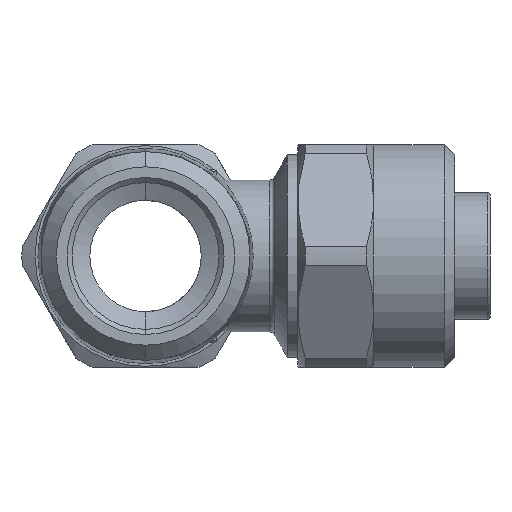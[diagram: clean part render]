
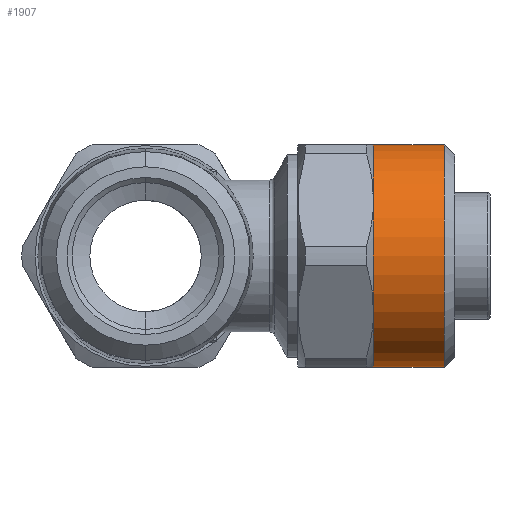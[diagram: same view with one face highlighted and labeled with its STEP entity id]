
A CAD part, front view. The second image highlights one B-rep face of the part: STEP entity #1907.
In plain terms, the highlighted cylindrical face has radius 11 mm (diameter 22 mm), a partial arc.
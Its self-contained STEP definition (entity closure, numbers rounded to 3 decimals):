
#74 = VECTOR ( 'NONE', #2844, 1000. ) ;
#161 = AXIS2_PLACEMENT_3D ( 'NONE', #2875, #2876, #2877 ) ;
#176 = CIRCLE ( 'NONE', #161, 11. ) ;
#298 = EDGE_CURVE ( 'NONE', #2794, #2796, #2155, .T. ) ;
#312 = EDGE_CURVE ( 'NONE', #2746, #2794, #1166, .T. ) ;
#321 = EDGE_CURVE ( 'NONE', #2746, #2773, #176, .T. ) ;
#1009 = EDGE_LOOP ( 'NONE', ( #6734, #6761, #6757, #6782, #6869, #6856 ) ) ;
#1166 = LINE ( 'NONE', #2843, #74 ) ;
#1907 = ADVANCED_FACE ( 'NONE', ( #4691 ), #4692, .T. ) ;
#2155 = CIRCLE ( 'NONE', #2157, 11. ) ;
#2157 = AXIS2_PLACEMENT_3D ( 'NONE', #2194, #2186, #2189 ) ;
#2186 = DIRECTION ( 'NONE',  ( -1., 0., 0. ) ) ;
#2189 = DIRECTION ( 'NONE',  ( 0., 0., -1. ) ) ;
#2194 = CARTESIAN_POINT ( 'NONE',  ( 22.5, 0., 0. ) ) ;
#2746 = VERTEX_POINT ( 'NONE', #6167 ) ;
#2758 = VERTEX_POINT ( 'NONE', #6179 ) ;
#2773 = VERTEX_POINT ( 'NONE', #6194 ) ;
#2794 = VERTEX_POINT ( 'NONE', #6215 ) ;
#2796 = VERTEX_POINT ( 'NONE', #6217 ) ;
#2801 = VERTEX_POINT ( 'NONE', #6222 ) ;
#2843 = CARTESIAN_POINT ( 'NONE',  ( 11.787, 0., -11. ) ) ;
#2844 = DIRECTION ( 'NONE',  ( -1., 0., 0. ) ) ;
#2875 = CARTESIAN_POINT ( 'NONE',  ( 29.5, 0., 0. ) ) ;
#2876 = DIRECTION ( 'NONE',  ( -1., 0., 0. ) ) ;
#2877 = DIRECTION ( 'NONE',  ( 0., 0., -1. ) ) ;
#4691 = FACE_OUTER_BOUND ( 'NONE', #1009, .T. ) ;
#4692 = CYLINDRICAL_SURFACE ( 'NONE', #5440, 11. ) ;
#4821 = LINE ( 'NONE', #6442, #6300 ) ;
#5262 = CARTESIAN_POINT ( 'NONE',  ( 11.787, 0., 0. ) ) ;
#5263 = DIRECTION ( 'NONE',  ( -1., 0., 0. ) ) ;
#5264 = DIRECTION ( 'NONE',  ( 0., 0., -1. ) ) ;
#5440 = AXIS2_PLACEMENT_3D ( 'NONE', #5262, #5263, #5264 ) ;
#6167 = CARTESIAN_POINT ( 'NONE',  ( 29.5, 0., -11. ) ) ;
#6179 = CARTESIAN_POINT ( 'NONE',  ( 22.5, 0., 11. ) ) ;
#6194 = CARTESIAN_POINT ( 'NONE',  ( 29.5, 0., 11. ) ) ;
#6215 = CARTESIAN_POINT ( 'NONE',  ( 22.5, 0., -11. ) ) ;
#6217 = CARTESIAN_POINT ( 'NONE',  ( 22.5, -9.526, -5.5 ) ) ;
#6222 = CARTESIAN_POINT ( 'NONE',  ( 22.5, -9.526, 5.5 ) ) ;
#6287 = CIRCLE ( 'NONE', #6288, 11. ) ;
#6288 = AXIS2_PLACEMENT_3D ( 'NONE', #6403, #6404, #6405 ) ;
#6300 = VECTOR ( 'NONE', #6443, 1000. ) ;
#6303 = CIRCLE ( 'NONE', #6308, 11. ) ;
#6308 = AXIS2_PLACEMENT_3D ( 'NONE', #6461, #6462, #6463 ) ;
#6403 = CARTESIAN_POINT ( 'NONE',  ( 22.5, 0., 0. ) ) ;
#6404 = DIRECTION ( 'NONE',  ( -1., 0., 0. ) ) ;
#6405 = DIRECTION ( 'NONE',  ( 0., 0., -1. ) ) ;
#6442 = CARTESIAN_POINT ( 'NONE',  ( 11.787, 0., 11. ) ) ;
#6443 = DIRECTION ( 'NONE',  ( -1., 0., 0. ) ) ;
#6461 = CARTESIAN_POINT ( 'NONE',  ( 22.5, 0., 0. ) ) ;
#6462 = DIRECTION ( 'NONE',  ( -1., 0., 0. ) ) ;
#6463 = DIRECTION ( 'NONE',  ( 0., 0., -1. ) ) ;
#6571 = EDGE_CURVE ( 'NONE', #2801, #2758, #6287, .T. ) ;
#6582 = EDGE_CURVE ( 'NONE', #2773, #2758, #4821, .T. ) ;
#6589 = EDGE_CURVE ( 'NONE', #2796, #2801, #6303, .T. ) ;
#6734 = ORIENTED_EDGE ( 'NONE', *, *, #321, .T. ) ;
#6757 = ORIENTED_EDGE ( 'NONE', *, *, #6571, .F. ) ;
#6761 = ORIENTED_EDGE ( 'NONE', *, *, #6582, .T. ) ;
#6782 = ORIENTED_EDGE ( 'NONE', *, *, #6589, .F. ) ;
#6856 = ORIENTED_EDGE ( 'NONE', *, *, #312, .F. ) ;
#6869 = ORIENTED_EDGE ( 'NONE', *, *, #298, .F. ) ;
